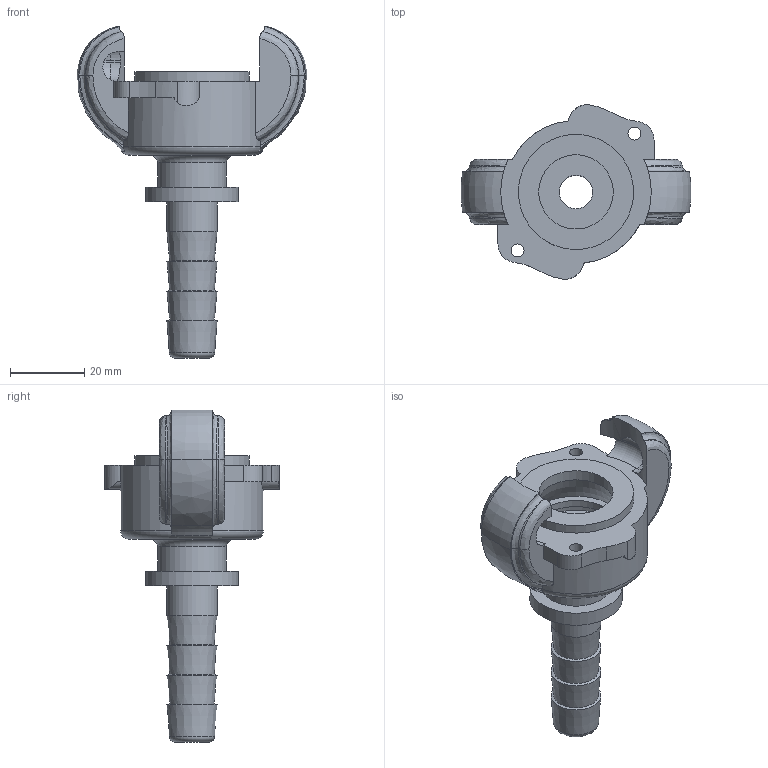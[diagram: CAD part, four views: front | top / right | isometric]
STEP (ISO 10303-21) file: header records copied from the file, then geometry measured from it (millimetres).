
FILE_DESCRIPTION(/* description */ (''),/* implementation_level */ '2;1');
FILE_NAME(/* name */ 'ska_13.stp',/* time_stamp */ '2020-04-08T08:44:10+02:00',/* author */ ('ertl'),/* organization */ (''),/* preprocessor_version */ 'ST-DEVELOPER v17',/* originating_system */ 'Autodesk Inventor 2018',/* authorisation */ '0 mm^3');
FILE_SCHEMA (('AUTOMOTIVE_DESIGN { 1 0 10303 214 3 1 1 }'));
Length unit declared in the file: millimetre
Products named in the file (1): ska_13
Bounding box: 61.89 x 47 x 89.35 mm (x, y, z)
Volume: 30010.1 mm3; surface area: 15316.7 mm2
Topology: 1 solids, 1 shells, 112 faces, 316 edges, 213 vertices
Faces by surface type: cylinder 34, plane 29, bspline 26, torus 16, cone 7
Full cylindrical faces by diameter (mm): 3.5 x2, 9 x1, 13.5 x1, 18.5 x1, 20 x1, 22 x1, 25 x1, 31 x1, 34 x1
Entity records: 5408 total; most frequent: CARTESIAN_POINT 2460, ORIENTED_EDGE 632, DIRECTION 529, EDGE_CURVE 316, AXIS2_PLACEMENT_3D 224, VERTEX_POINT 213, CIRCLE 137, EDGE_LOOP 125
